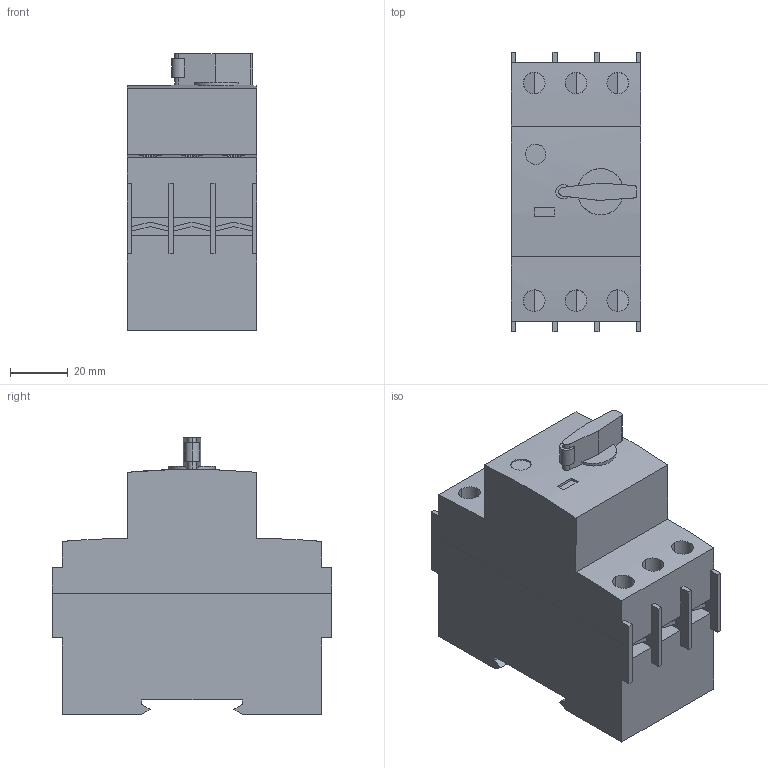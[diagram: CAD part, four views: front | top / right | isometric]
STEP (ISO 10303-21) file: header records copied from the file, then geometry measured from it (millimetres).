
FILE_DESCRIPTION (( 'STEP AP214' ), '1' );
FILE_NAME ('3rv102 leistungsschalter s0.STEP', '2006-03-02T10:09:28', ( 'CAT' ), ( 'Siemens AG' ), 'SwSTEP 2.0', 'SolidWorks 2005354', '' );
FILE_SCHEMA (( 'AUTOMOTIVE_DESIGN' ));
Length unit declared in the file: millimetre
Products named in the file (1): 3rv102 leistungsschalter s0
Bounding box: 45 x 97 x 96 mm (x, y, z)
Volume: 279265.3 mm3; surface area: 37877.5 mm2
Topology: 1 solids, 1 shells, 156 faces, 453 edges, 302 vertices
Faces by surface type: plane 128, cylinder 28
Entity records: 6607 total; most frequent: CARTESIAN_POINT 1483, ORIENTED_EDGE 906, DIRECTION 780, EDGE_CURVE 453, LINE 390, VECTOR 390, VERTEX_POINT 302, AXIS2_PLACEMENT_3D 195
